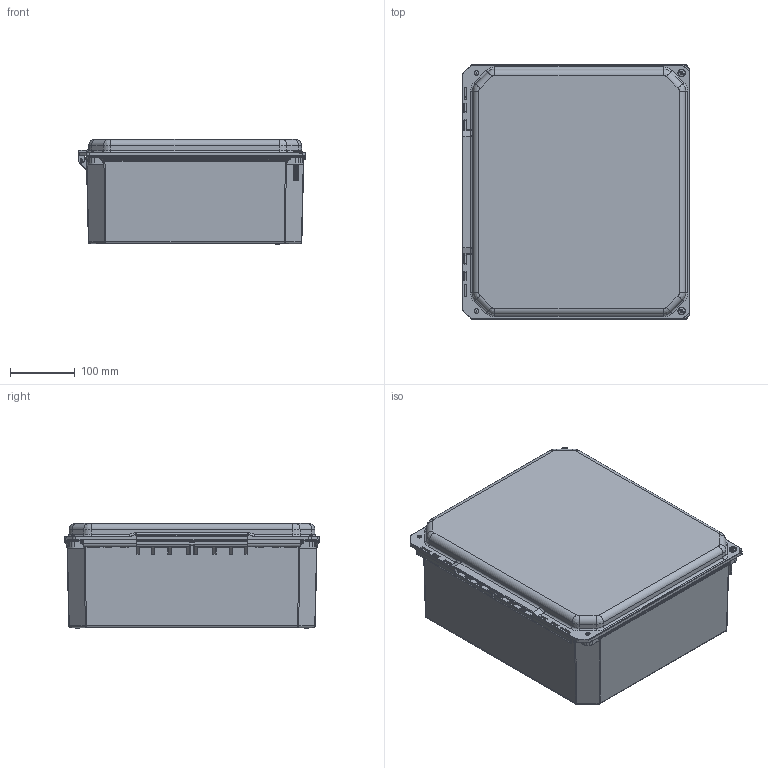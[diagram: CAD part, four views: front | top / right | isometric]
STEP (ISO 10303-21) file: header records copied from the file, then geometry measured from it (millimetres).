
FILE_DESCRIPTION(/* description */ (''),/* implementation_level */ '2;1');
FILE_NAME(/* name */ 'HW-CC141206CHSC.stp',/* time_stamp */ '2016-08-26T07:51:53-05:00',/* author */ ('lieb_t'),/* organization */ (''),/* preprocessor_version */ 'ST-DEVELOPER v16.5',/* originating_system */ 'Autodesk Inventor 2017',/* authorisation */ '');
FILE_SCHEMA (('CONFIG_CONTROL_DESIGN'));
Products named in the file (11): HW-CC141206CHSC; DS141206BOX; BRASS INSERT-(; BRASS INSERT-(_1; BRASS INSERT-(_2; GA141206; RMHINGAT40006-04; DSCC141206CVR; O_RING_COVER; COVER SCREW(0; DS COVER  BUSH
Assembly tree (23 placements, depth 2):
  HW-CC141206CHSC
    DS141206BOX
    BRASS INSERT-(  x4
    BRASS INSERT-(_1  x4
    BRASS INSERT-(_2  x4
    GA141206
    RMHINGAT40006-04  x2
    DSCC141206CVR
    O_RING_COVER  x2
    COVER SCREW(0  x2
    DS COVER  BUSH  x2
Bounding box: 352.2 x 393.44 x 162.41 mm (x, y, z)
Volume: 1817913.7 mm3; surface area: 1013777.6 mm2
Topology: 23 solids, 23 shells, 2127 faces, 5192 edges, 3029 vertices
Faces by surface type: cylinder 804, plane 586, bspline 397, torus 193, cone 126, sphere 21
Full cylindrical faces by diameter (mm): 3.429 x2, 3.48 x4, 3.81 x2, 3.861 x8, 3.962 x12, 5.055 x2, 5.3 x2, 5.563 x4, 6.248 x12, 6.401 x4, 7.925 x4, 11.43 x2
Entity records: 73521 total; most frequent: CARTESIAN_POINT 26891, DIRECTION 10041, ORIENTED_EDGE 9482, EDGE_CURVE 4741, AXIS2_PLACEMENT_3D 3971, VERTEX_POINT 2842, EDGE_LOOP 2171, LINE 2099
